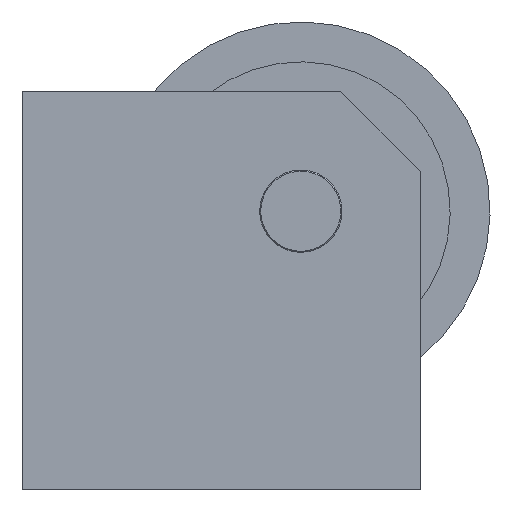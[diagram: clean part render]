
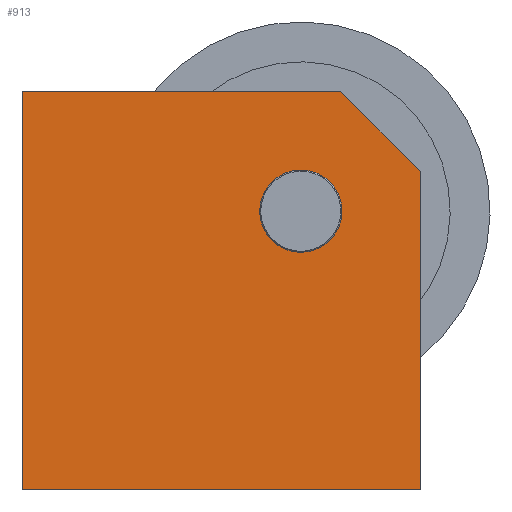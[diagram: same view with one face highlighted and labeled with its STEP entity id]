
A CAD part, left-side view. The second image highlights one B-rep face of the part: STEP entity #913.
In plain terms, the highlighted planar face has unit normal (-1, 0, 0).
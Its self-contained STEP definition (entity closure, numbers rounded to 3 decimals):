
#101=FACE_BOUND('',#277,.T.);
#135=CIRCLE('',#971,2.067);
#200=FACE_OUTER_BOUND('',#276,.T.);
#276=EDGE_LOOP('',(#746,#747,#748,#749,#750));
#277=EDGE_LOOP('',(#751));
#358=LINE('',#1401,#412);
#362=LINE('',#1409,#416);
#381=LINE('',#1450,#435);
#384=LINE('',#1492,#438);
#387=LINE('',#1497,#441);
#412=VECTOR('',#1099,16.);
#416=VECTOR('',#1105,5.657);
#435=VECTOR('',#1136,20.);
#438=VECTOR('',#1197,16.);
#441=VECTOR('',#1204,20.);
#465=VERTEX_POINT('',#1398);
#466=VERTEX_POINT('',#1400);
#469=VERTEX_POINT('',#1408);
#484=VERTEX_POINT('',#1447);
#485=VERTEX_POINT('',#1449);
#487=VERTEX_POINT('',#1455);
#550=EDGE_CURVE('',#466,#465,#358,.T.);
#554=EDGE_CURVE('',#466,#469,#362,.T.);
#574=EDGE_CURVE('',#484,#485,#381,.T.);
#577=EDGE_CURVE('',#487,#487,#135,.T.);
#592=EDGE_CURVE('',#484,#469,#384,.T.);
#595=EDGE_CURVE('',#485,#465,#387,.T.);
#746=ORIENTED_EDGE('',*,*,#554,.F.);
#747=ORIENTED_EDGE('',*,*,#550,.T.);
#748=ORIENTED_EDGE('',*,*,#595,.F.);
#749=ORIENTED_EDGE('',*,*,#574,.F.);
#750=ORIENTED_EDGE('',*,*,#592,.T.);
#751=ORIENTED_EDGE('',*,*,#577,.T.);
#868=PLANE('',#999);
#913=ADVANCED_FACE('',(#200,#101),#868,.T.);
#971=AXIS2_PLACEMENT_3D('',#1456,#1142,#1143);
#999=AXIS2_PLACEMENT_3D('',#1496,#1202,#1203);
#1099=DIRECTION('',(0.,1.,0.));
#1105=DIRECTION('',(0.,-0.707,-0.707));
#1136=DIRECTION('',(0.,1.,0.));
#1142=DIRECTION('center_axis',(1.,0.,0.));
#1143=DIRECTION('ref_axis',(0.,0.,-1.));
#1197=DIRECTION('',(0.,0.,1.));
#1202=DIRECTION('center_axis',(-1.,0.,0.));
#1203=DIRECTION('ref_axis',(0.,0.,1.));
#1204=DIRECTION('',(0.,0.,1.));
#1398=CARTESIAN_POINT('',(-10.614,0.448,20.));
#1400=CARTESIAN_POINT('',(-10.614,-15.552,20.));
#1401=CARTESIAN_POINT('',(-10.614,-19.552,20.));
#1408=CARTESIAN_POINT('',(-10.614,-19.552,16.));
#1409=CARTESIAN_POINT('',(-10.614,-22.552,13.));
#1447=CARTESIAN_POINT('',(-10.614,-19.552,0.));
#1449=CARTESIAN_POINT('',(-10.614,0.448,0.));
#1450=CARTESIAN_POINT('',(-10.614,-19.552,0.));
#1455=CARTESIAN_POINT('',(-10.614,-13.552,16.067));
#1456=CARTESIAN_POINT('Origin',(-10.614,-13.552,14.));
#1492=CARTESIAN_POINT('',(-10.614,-19.552,0.));
#1496=CARTESIAN_POINT('Origin',(-10.614,-19.552,0.));
#1497=CARTESIAN_POINT('',(-10.614,0.448,0.));
